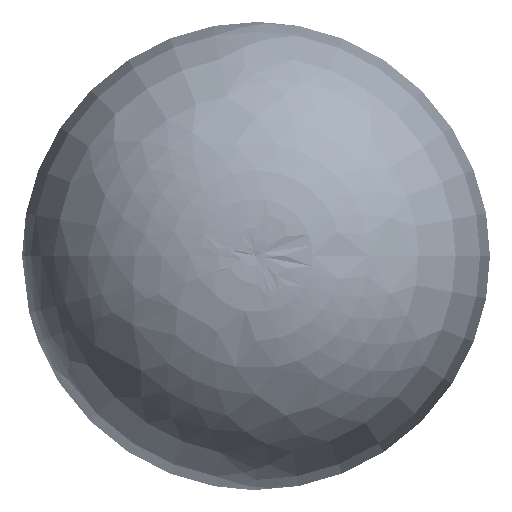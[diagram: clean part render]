
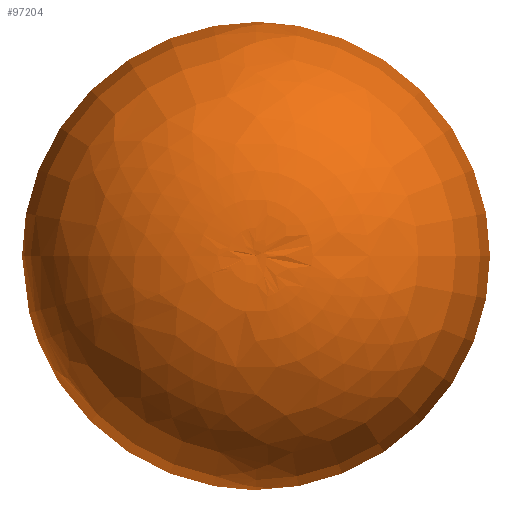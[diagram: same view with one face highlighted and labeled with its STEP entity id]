
A CAD part, top view. The second image highlights one B-rep face of the part: STEP entity #97204.
In plain terms, the highlighted free-form (B-spline) face has degree [2, 2] with [5, 9] control points.
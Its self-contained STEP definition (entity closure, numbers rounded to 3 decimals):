
#190=(
BOUNDED_CURVE()
B_SPLINE_CURVE(2,(#303236,#303237,#303238,#303239,#303240),
 .UNSPECIFIED.,.F.,.F.)
B_SPLINE_CURVE_WITH_KNOTS((3,2,3),(-0.524,0.58,
1.683),.UNSPECIFIED.)
CURVE()
GEOMETRIC_REPRESENTATION_ITEM()
RATIONAL_B_SPLINE_CURVE((1.,0.852,1.,0.852,1.))
REPRESENTATION_ITEM('')
);
#11199=(
BOUNDED_SURFACE()
B_SPLINE_SURFACE(2,2,((#303190,#303191,#303192,#303193,#303194,#303195,
#303196,#303197,#303198),(#303199,#303200,#303201,#303202,#303203,#303204,
#303205,#303206,#303207),(#303208,#303209,#303210,#303211,#303212,#303213,
#303214,#303215,#303216),(#303217,#303218,#303219,#303220,#303221,#303222,
#303223,#303224,#303225),(#303226,#303227,#303228,#303229,#303230,#303231,
#303232,#303233,#303234)),.UNSPECIFIED.,.F.,.T.,.F.)
B_SPLINE_SURFACE_WITH_KNOTS((3,2,3),(3,2,2,2,3),(-1.683,-0.58,
0.524),(-3.142,-1.571,0.,1.571,
3.142),.UNSPECIFIED.)
GEOMETRIC_REPRESENTATION_ITEM()
RATIONAL_B_SPLINE_SURFACE(((1.,0.707,1.,0.707,1.,
0.707,1.,0.707,1.),(0.852,0.602,
0.852,0.602,0.852,0.602,
0.852,0.602,0.852),(1.,0.707,
1.,0.707,1.,0.707,1.,0.707,1.),(0.852,
0.602,0.852,0.602,0.852,
0.602,0.852,0.602,0.852),
(1.,0.707,1.,0.707,1.,0.707,1.,0.707,
1.)))
REPRESENTATION_ITEM('')
SURFACE()
);
#17291=FACE_OUTER_BOUND('',#24796,.T.);
#24796=EDGE_LOOP('',(#84926,#84927,#84928,#84929));
#36869=CIRCLE('',#108541,1744.106);
#36870=CIRCLE('',#108542,1744.106);
#45360=VERTEX_POINT('',#303181);
#45361=VERTEX_POINT('',#303187);
#45362=VERTEX_POINT('',#303235);
#58551=EDGE_CURVE('',#45360,#45361,#36869,.T.);
#58552=EDGE_CURVE('',#45361,#45360,#36870,.T.);
#58553=EDGE_CURVE('',#45360,#45362,#190,.T.);
#84926=ORIENTED_EDGE('',*,*,#58552,.F.);
#84927=ORIENTED_EDGE('',*,*,#58551,.F.);
#84928=ORIENTED_EDGE('',*,*,#58553,.T.);
#84929=ORIENTED_EDGE('',*,*,#58553,.F.);
#97204=ADVANCED_FACE('',(#17291),#11199,.F.);
#108541=AXIS2_PLACEMENT_3D('',#303188,#133552,#133553);
#108542=AXIS2_PLACEMENT_3D('',#303189,#133554,#133555);
#133552=DIRECTION('center_axis',(-1.,0.,0.));
#133553=DIRECTION('ref_axis',(0.,0.,1.));
#133554=DIRECTION('center_axis',(-1.,0.,0.));
#133555=DIRECTION('ref_axis',(0.,0.,1.));
#303181=CARTESIAN_POINT('',(-891.49,200.,-1744.106));
#303187=CARTESIAN_POINT('',(-891.49,-1544.106,0.));
#303188=CARTESIAN_POINT('Origin',(-891.49,200.,0.));
#303189=CARTESIAN_POINT('Origin',(-891.49,200.,0.));
#303190=CARTESIAN_POINT('Ctrl Pts',(1771.727,200.,0.));
#303191=CARTESIAN_POINT('Ctrl Pts',(1771.727,200.,0.));
#303192=CARTESIAN_POINT('Ctrl Pts',(1771.727,200.,0.));
#303193=CARTESIAN_POINT('Ctrl Pts',(1771.727,200.,0.));
#303194=CARTESIAN_POINT('Ctrl Pts',(1771.727,200.,0.));
#303195=CARTESIAN_POINT('Ctrl Pts',(1771.727,200.,0.));
#303196=CARTESIAN_POINT('Ctrl Pts',(1771.727,200.,0.));
#303197=CARTESIAN_POINT('Ctrl Pts',(1771.727,200.,0.));
#303198=CARTESIAN_POINT('Ctrl Pts',(1771.727,200.,0.));
#303199=CARTESIAN_POINT('Ctrl Pts',(1894.817,200.,-1090.406));
#303200=CARTESIAN_POINT('Ctrl Pts',(1894.817,-890.406,
-1090.406));
#303201=CARTESIAN_POINT('Ctrl Pts',(1894.817,-890.406,
0.));
#303202=CARTESIAN_POINT('Ctrl Pts',(1894.817,-890.406,
1090.406));
#303203=CARTESIAN_POINT('Ctrl Pts',(1894.817,200.,1090.406));
#303204=CARTESIAN_POINT('Ctrl Pts',(1894.817,1290.406,1090.406));
#303205=CARTESIAN_POINT('Ctrl Pts',(1894.817,1290.406,0.));
#303206=CARTESIAN_POINT('Ctrl Pts',(1894.817,1290.406,-1090.406));
#303207=CARTESIAN_POINT('Ctrl Pts',(1894.817,200.,-1090.406));
#303208=CARTESIAN_POINT('Ctrl Pts',(976.822,200.,-1691.589));
#303209=CARTESIAN_POINT('Ctrl Pts',(976.822,-1491.589,
-1691.589));
#303210=CARTESIAN_POINT('Ctrl Pts',(976.822,-1491.589,
0.));
#303211=CARTESIAN_POINT('Ctrl Pts',(976.822,-1491.589,
1691.589));
#303212=CARTESIAN_POINT('Ctrl Pts',(976.822,200.,1691.589));
#303213=CARTESIAN_POINT('Ctrl Pts',(976.822,1891.589,1691.589));
#303214=CARTESIAN_POINT('Ctrl Pts',(976.822,1891.589,0.));
#303215=CARTESIAN_POINT('Ctrl Pts',(976.822,1891.589,-1691.589));
#303216=CARTESIAN_POINT('Ctrl Pts',(976.822,200.,-1691.589));
#303217=CARTESIAN_POINT('Ctrl Pts',(58.827,200.,-2292.772));
#303218=CARTESIAN_POINT('Ctrl Pts',(58.827,-2092.772,-2292.772));
#303219=CARTESIAN_POINT('Ctrl Pts',(58.827,-2092.772,0.));
#303220=CARTESIAN_POINT('Ctrl Pts',(58.827,-2092.772,2292.772));
#303221=CARTESIAN_POINT('Ctrl Pts',(58.827,200.,2292.772));
#303222=CARTESIAN_POINT('Ctrl Pts',(58.827,2492.772,2292.772));
#303223=CARTESIAN_POINT('Ctrl Pts',(58.827,2492.772,0.));
#303224=CARTESIAN_POINT('Ctrl Pts',(58.827,2492.772,-2292.772));
#303225=CARTESIAN_POINT('Ctrl Pts',(58.827,200.,-2292.772));
#303226=CARTESIAN_POINT('Ctrl Pts',(-891.49,200.,-1744.106));
#303227=CARTESIAN_POINT('Ctrl Pts',(-891.49,-1544.106,
-1744.106));
#303228=CARTESIAN_POINT('Ctrl Pts',(-891.49,-1544.106,
0.));
#303229=CARTESIAN_POINT('Ctrl Pts',(-891.49,-1544.106,
1744.106));
#303230=CARTESIAN_POINT('Ctrl Pts',(-891.49,200.,1744.106));
#303231=CARTESIAN_POINT('Ctrl Pts',(-891.49,1944.106,
1744.106));
#303232=CARTESIAN_POINT('Ctrl Pts',(-891.49,1944.106,
0.));
#303233=CARTESIAN_POINT('Ctrl Pts',(-891.49,1944.106,
-1744.106));
#303234=CARTESIAN_POINT('Ctrl Pts',(-891.49,200.,-1744.106));
#303235=CARTESIAN_POINT('',(1771.727,200.,0.));
#303236=CARTESIAN_POINT('Ctrl Pts',(-891.49,200.,-1744.106));
#303237=CARTESIAN_POINT('Ctrl Pts',(58.827,200.,-2292.772));
#303238=CARTESIAN_POINT('Ctrl Pts',(976.822,200.,-1691.589));
#303239=CARTESIAN_POINT('Ctrl Pts',(1894.817,200.,-1090.406));
#303240=CARTESIAN_POINT('Ctrl Pts',(1771.727,200.,0.));
